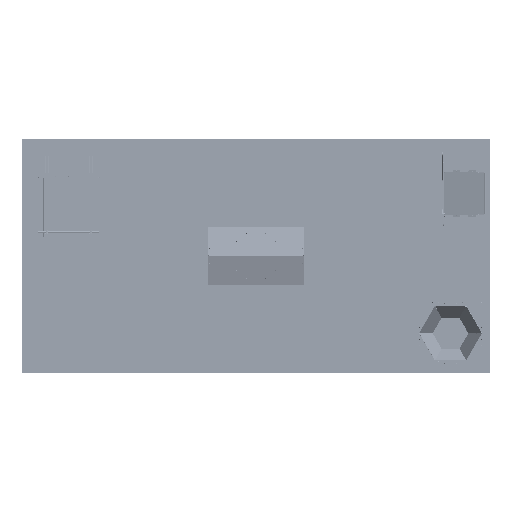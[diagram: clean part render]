
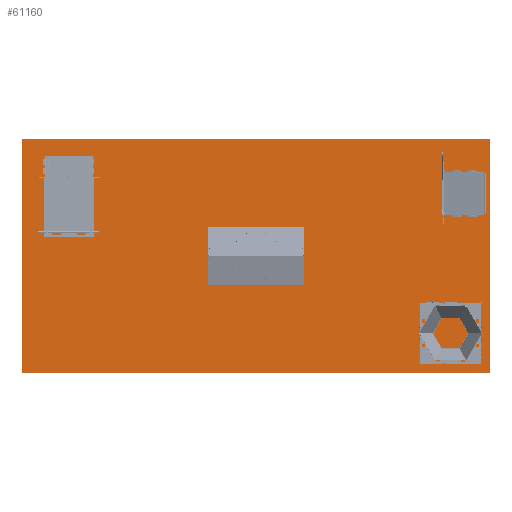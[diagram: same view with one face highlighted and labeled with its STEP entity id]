
A CAD part, top view. The second image highlights one B-rep face of the part: STEP entity #61160.
In plain terms, the highlighted planar face has unit normal (0, 0, 1).
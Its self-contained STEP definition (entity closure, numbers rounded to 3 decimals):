
#7878=ORIENTED_EDGE('',*,*,#25438,.F.);
#7879=ORIENTED_EDGE('',*,*,#25442,.T.);
#7880=ORIENTED_EDGE('',*,*,#25445,.T.);
#7881=ORIENTED_EDGE('',*,*,#25448,.F.);
#25438=EDGE_CURVE('',#34228,#34229,#40257,.T.);
#25442=EDGE_CURVE('',#34228,#34232,#40261,.T.);
#25445=EDGE_CURVE('',#34232,#34234,#40264,.T.);
#25448=EDGE_CURVE('',#34229,#34234,#40267,.T.);
#34228=VERTEX_POINT('',#92807);
#34229=VERTEX_POINT('',#92808);
#34232=VERTEX_POINT('',#92816);
#34234=VERTEX_POINT('',#92822);
#40257=LINE('',#92806,#45263);
#40261=LINE('',#92815,#45267);
#40264=LINE('',#92821,#45270);
#40267=LINE('',#92827,#45273);
#45263=VECTOR('',#72882,1.);
#45267=VECTOR('',#72888,1.);
#45270=VECTOR('',#72893,1.);
#45273=VECTOR('',#72898,1.);
#50274=EDGE_LOOP('',(#7878,#7879,#7880,#7881));
#54958=FACE_BOUND('',#50274,.T.);
#59643=PLANE('',#65424);
#61160=ADVANCED_FACE('',(#54958),#59643,.T.);
#65424=AXIS2_PLACEMENT_3D('',#92830,#72902,#72903);
#72882=DIRECTION('',(-1.,0.,0.));
#72888=DIRECTION('',(0.,1.,0.));
#72893=DIRECTION('',(-1.,0.,0.));
#72898=DIRECTION('',(0.,1.,0.));
#72902=DIRECTION('',(0.,0.,1.));
#72903=DIRECTION('',(1.,0.,0.));
#92806=CARTESIAN_POINT('',(0.,-2.286,0.));
#92807=CARTESIAN_POINT('',(4.572,-2.286,0.));
#92808=CARTESIAN_POINT('',(-4.572,-2.286,0.));
#92815=CARTESIAN_POINT('',(4.572,0.,0.));
#92816=CARTESIAN_POINT('',(4.572,2.286,0.));
#92821=CARTESIAN_POINT('',(0.,2.286,0.));
#92822=CARTESIAN_POINT('',(-4.572,2.286,0.));
#92827=CARTESIAN_POINT('',(-4.572,0.,0.));
#92830=CARTESIAN_POINT('',(0.,0.,0.));
